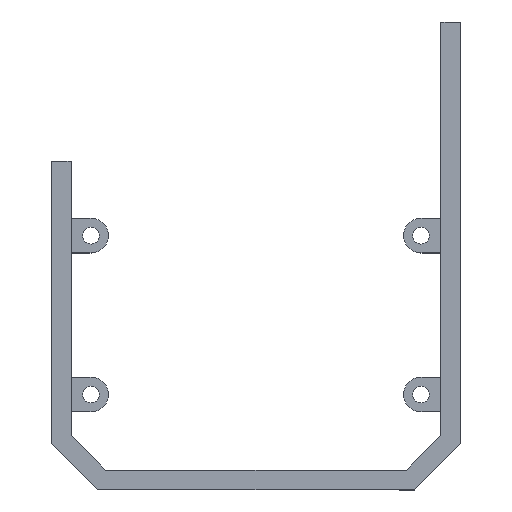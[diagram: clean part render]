
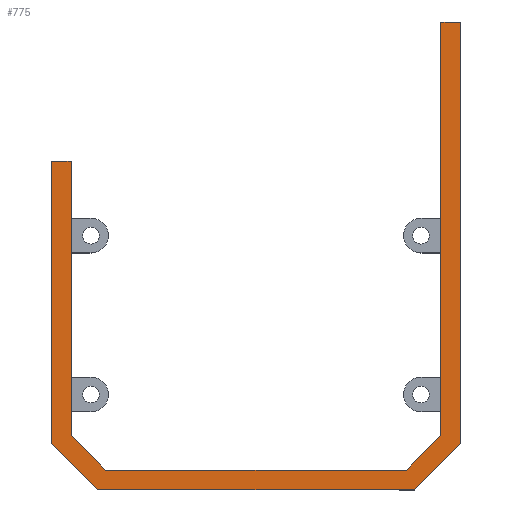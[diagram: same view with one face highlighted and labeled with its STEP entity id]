
A CAD part, top view. The second image highlights one B-rep face of the part: STEP entity #775.
In plain terms, the highlighted planar face has unit normal (0, 0, 1).
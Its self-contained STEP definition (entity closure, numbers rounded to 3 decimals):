
#85=FACE_OUTER_BOUND('',#132,.T.);
#132=EDGE_LOOP('',(#694,#695,#696,#697,#698,#699,#700,#701,#702,#703,#704,
#705));
#169=LINE('',#1140,#260);
#203=LINE('',#1225,#294);
#206=LINE('',#1230,#297);
#208=LINE('',#1233,#299);
#210=LINE('',#1237,#301);
#212=LINE('',#1241,#303);
#214=LINE('',#1245,#305);
#216=LINE('',#1249,#307);
#218=LINE('',#1253,#309);
#220=LINE('',#1257,#311);
#222=LINE('',#1261,#313);
#223=LINE('',#1263,#314);
#260=VECTOR('',#913,10.);
#294=VECTOR('',#1005,10.);
#297=VECTOR('',#1010,10.);
#299=VECTOR('',#1014,10.);
#301=VECTOR('',#1018,10.);
#303=VECTOR('',#1022,10.);
#305=VECTOR('',#1026,10.);
#307=VECTOR('',#1030,10.);
#309=VECTOR('',#1034,10.);
#311=VECTOR('',#1038,10.);
#313=VECTOR('',#1042,10.);
#314=VECTOR('',#1045,10.);
#353=VERTEX_POINT('',#1137);
#354=VERTEX_POINT('',#1139);
#375=VERTEX_POINT('',#1223);
#376=VERTEX_POINT('',#1224);
#377=VERTEX_POINT('',#1229);
#378=VERTEX_POINT('',#1235);
#379=VERTEX_POINT('',#1239);
#380=VERTEX_POINT('',#1243);
#381=VERTEX_POINT('',#1247);
#382=VERTEX_POINT('',#1251);
#383=VERTEX_POINT('',#1255);
#384=VERTEX_POINT('',#1259);
#429=EDGE_CURVE('',#354,#353,#169,.T.);
#471=EDGE_CURVE('',#375,#376,#203,.T.);
#474=EDGE_CURVE('',#376,#377,#206,.T.);
#476=EDGE_CURVE('',#377,#354,#208,.T.);
#478=EDGE_CURVE('',#353,#378,#210,.T.);
#480=EDGE_CURVE('',#378,#379,#212,.T.);
#482=EDGE_CURVE('',#379,#380,#214,.T.);
#484=EDGE_CURVE('',#380,#381,#216,.T.);
#486=EDGE_CURVE('',#381,#382,#218,.T.);
#488=EDGE_CURVE('',#382,#383,#220,.T.);
#490=EDGE_CURVE('',#383,#384,#222,.T.);
#491=EDGE_CURVE('',#384,#375,#223,.T.);
#694=ORIENTED_EDGE('',*,*,#491,.T.);
#695=ORIENTED_EDGE('',*,*,#471,.T.);
#696=ORIENTED_EDGE('',*,*,#474,.T.);
#697=ORIENTED_EDGE('',*,*,#476,.T.);
#698=ORIENTED_EDGE('',*,*,#429,.T.);
#699=ORIENTED_EDGE('',*,*,#478,.T.);
#700=ORIENTED_EDGE('',*,*,#480,.T.);
#701=ORIENTED_EDGE('',*,*,#482,.T.);
#702=ORIENTED_EDGE('',*,*,#484,.T.);
#703=ORIENTED_EDGE('',*,*,#486,.T.);
#704=ORIENTED_EDGE('',*,*,#488,.T.);
#705=ORIENTED_EDGE('',*,*,#490,.T.);
#736=PLANE('',#844);
#775=ADVANCED_FACE('',(#85),#736,.F.);
#844=AXIS2_PLACEMENT_3D('',#1264,#1046,#1047);
#913=DIRECTION('',(-1.,0.,0.));
#1005=DIRECTION('',(-1.,0.,0.));
#1010=DIRECTION('',(-0.707,0.707,0.));
#1014=DIRECTION('',(0.,1.,0.));
#1018=DIRECTION('',(0.,-1.,0.));
#1022=DIRECTION('',(0.707,-0.707,0.));
#1026=DIRECTION('',(1.,0.,0.));
#1030=DIRECTION('',(0.707,0.707,0.));
#1034=DIRECTION('',(0.,1.,0.));
#1038=DIRECTION('',(-1.,0.,0.));
#1042=DIRECTION('',(0.,-1.,0.));
#1045=DIRECTION('',(-0.707,-0.707,0.));
#1046=DIRECTION('center_axis',(0.,0.,-1.));
#1047=DIRECTION('ref_axis',(-1.,0.,0.));
#1137=CARTESIAN_POINT('',(-41.212,35.5,8.));
#1139=CARTESIAN_POINT('',(-37.212,35.5,8.));
#1140=CARTESIAN_POINT('',(-20.606,35.5,8.));
#1223=CARTESIAN_POINT('',(30.212,-26.712,8.));
#1224=CARTESIAN_POINT('',(-30.212,-26.712,8.));
#1225=CARTESIAN_POINT('',(-15.106,-26.712,8.));
#1229=CARTESIAN_POINT('',(-37.212,-19.712,8.));
#1230=CARTESIAN_POINT('',(-36.936,-19.989,8.));
#1233=CARTESIAN_POINT('',(-37.212,25.947,8.));
#1235=CARTESIAN_POINT('',(-41.212,-21.369,8.));
#1237=CARTESIAN_POINT('',(-41.212,-2.488,8.));
#1239=CARTESIAN_POINT('',(-31.869,-30.712,8.));
#1241=CARTESIAN_POINT('',(-35.678,-26.903,8.));
#1243=CARTESIAN_POINT('',(31.869,-30.712,8.));
#1245=CARTESIAN_POINT('',(15.934,-30.712,8.));
#1247=CARTESIAN_POINT('',(41.212,-21.369,8.));
#1249=CARTESIAN_POINT('',(40.35,-22.231,8.));
#1251=CARTESIAN_POINT('',(41.212,63.5,8.));
#1253=CARTESIAN_POINT('',(41.212,39.947,8.));
#1255=CARTESIAN_POINT('',(37.212,63.5,8.));
#1257=CARTESIAN_POINT('',(18.606,63.5,8.));
#1259=CARTESIAN_POINT('',(37.212,-19.712,8.));
#1261=CARTESIAN_POINT('',(37.212,-1.659,8.));
#1263=CARTESIAN_POINT('',(33.436,-23.489,8.));
#1264=CARTESIAN_POINT('Origin',(0.,16.394,8.));
